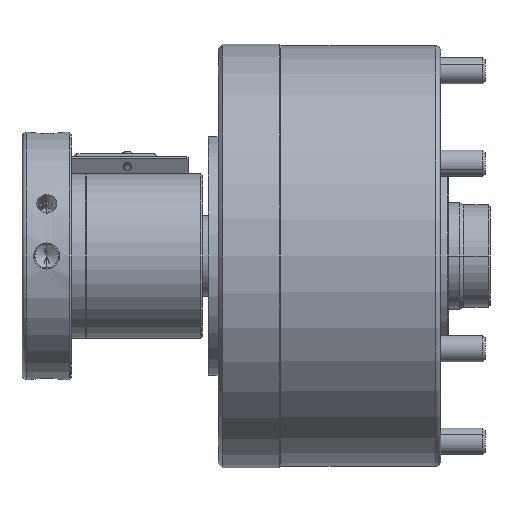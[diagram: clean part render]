
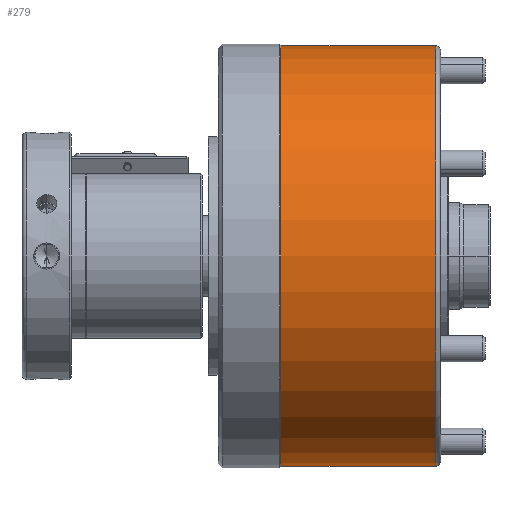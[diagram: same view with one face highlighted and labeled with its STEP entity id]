
A CAD part, front view. The second image highlights one B-rep face of the part: STEP entity #279.
In plain terms, the highlighted cylindrical face has radius 127.5 mm (diameter 255 mm), a partial arc.
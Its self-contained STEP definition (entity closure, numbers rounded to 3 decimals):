
#97 = ORIENTED_EDGE ( 'NONE', *, *, #9334, .T. ) ;
#147 = DIRECTION ( 'NONE',  ( 0., 0., 1. ) ) ;
#168 = DIRECTION ( 'NONE',  ( -1., 0., 0. ) ) ;
#272 = AXIS2_PLACEMENT_3D ( 'NONE', #5614, #11702, #3448 ) ;
#279 = ADVANCED_FACE ( 'NONE', ( #8600 ), #11812, .T. ) ;
#518 = CARTESIAN_POINT ( 'NONE',  ( 0., 0., 0. ) ) ;
#821 = VERTEX_POINT ( 'NONE', #11902 ) ;
#1247 = CARTESIAN_POINT ( 'NONE',  ( 10., 0., -127.5 ) ) ;
#1885 = ORIENTED_EDGE ( 'NONE', *, *, #6051, .T. ) ;
#3320 = DIRECTION ( 'NONE',  ( 0., 0., 1. ) ) ;
#3346 = DIRECTION ( 'NONE',  ( -1., 0., 0. ) ) ;
#3363 = CARTESIAN_POINT ( 'NONE',  ( 10., 0., 0. ) ) ;
#3448 = DIRECTION ( 'NONE',  ( 0., 0., 1. ) ) ;
#3502 = VECTOR ( 'NONE', #10699, 1000. ) ;
#3662 = LINE ( 'NONE', #9932, #3502 ) ;
#4366 = VERTEX_POINT ( 'NONE', #12719 ) ;
#4633 = CARTESIAN_POINT ( 'NONE',  ( 10., 0., 127.5 ) ) ;
#5614 = CARTESIAN_POINT ( 'NONE',  ( 104., 0., 0. ) ) ;
#5924 = ORIENTED_EDGE ( 'NONE', *, *, #7492, .F. ) ;
#6051 = EDGE_CURVE ( 'NONE', #4366, #12539, #12230, .T. ) ;
#6536 = AXIS2_PLACEMENT_3D ( 'NONE', #518, #168, #147 ) ;
#6953 = CARTESIAN_POINT ( 'NONE',  ( 0., 0., 127.5 ) ) ;
#7105 = AXIS2_PLACEMENT_3D ( 'NONE', #3363, #3346, #3320 ) ;
#7492 = EDGE_CURVE ( 'NONE', #821, #8383, #3662, .T. ) ;
#8240 = ORIENTED_EDGE ( 'NONE', *, *, #12091, .F. ) ;
#8383 = VERTEX_POINT ( 'NONE', #1247 ) ;
#8600 = FACE_OUTER_BOUND ( 'NONE', #9178, .T. ) ;
#9178 = EDGE_LOOP ( 'NONE', ( #5924, #97, #1885, #8240 ) ) ;
#9334 = EDGE_CURVE ( 'NONE', #821, #4366, #9777, .T. ) ;
#9777 = CIRCLE ( 'NONE', #272, 127.5 ) ;
#9911 = CIRCLE ( 'NONE', #7105, 127.5 ) ;
#9932 = CARTESIAN_POINT ( 'NONE',  ( 0., 0., -127.5 ) ) ;
#10699 = DIRECTION ( 'NONE',  ( -1., 0., 0. ) ) ;
#11702 = DIRECTION ( 'NONE',  ( -1., 0., 0. ) ) ;
#11812 = CYLINDRICAL_SURFACE ( 'NONE', #6536, 127.5 ) ;
#11902 = CARTESIAN_POINT ( 'NONE',  ( 104., 0., -127.5 ) ) ;
#12091 = EDGE_CURVE ( 'NONE', #8383, #12539, #9911, .T. ) ;
#12210 = DIRECTION ( 'NONE',  ( -1., 0., 0. ) ) ;
#12230 = LINE ( 'NONE', #6953, #12244 ) ;
#12244 = VECTOR ( 'NONE', #12210, 1000. ) ;
#12539 = VERTEX_POINT ( 'NONE', #4633 ) ;
#12719 = CARTESIAN_POINT ( 'NONE',  ( 104., 0., 127.5 ) ) ;
